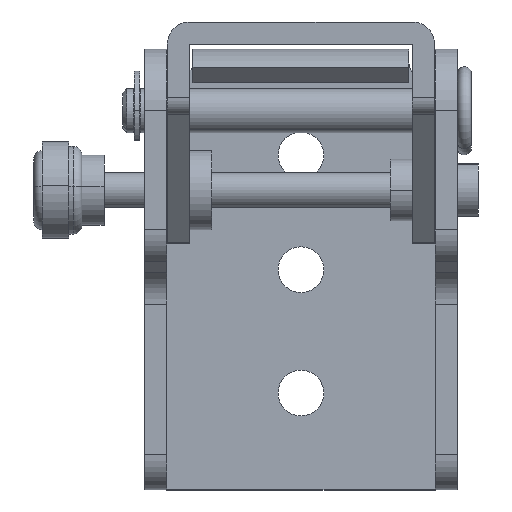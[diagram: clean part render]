
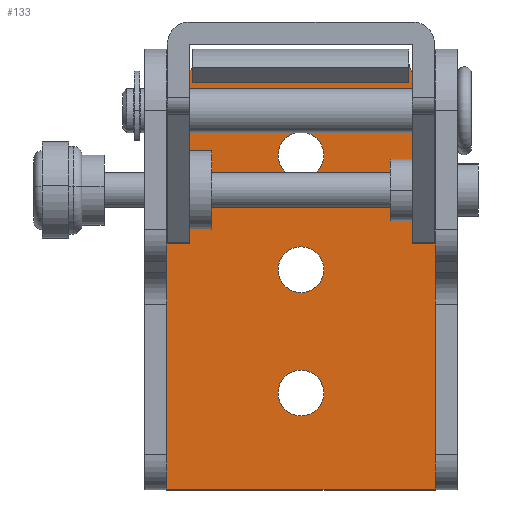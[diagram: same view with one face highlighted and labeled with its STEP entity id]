
A CAD part, top view. The second image highlights one B-rep face of the part: STEP entity #133.
In plain terms, the highlighted planar face has unit normal (0, 0, 1).
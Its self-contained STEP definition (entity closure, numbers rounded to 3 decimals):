
#128 = EDGE_LOOP ( 'NONE', ( #5845, #5846 ) ) ;
#129 = ORIENTED_EDGE ( 'NONE', *, *, #134, .T. ) ;
#130 = ORIENTED_EDGE ( 'NONE', *, *, #5708, .T. ) ;
#131 = EDGE_LOOP ( 'NONE', ( #129, #130 ) ) ;
#132 = ORIENTED_EDGE ( 'NONE', *, *, #142, .F. ) ;
#133 = ADVANCED_FACE ( 'NONE', ( #1561, #1560, #1559, #1558 ), #1557, .F. ) ;
#134 = EDGE_CURVE ( 'NONE', #5711, #5709, #1552, .T. ) ;
#135 = VERTEX_POINT ( 'NONE', #1547 ) ;
#136 = VERTEX_POINT ( 'NONE', #1546 ) ;
#138 = ORIENTED_EDGE ( 'NONE', *, *, #1899, .F. ) ;
#142 = EDGE_CURVE ( 'NONE', #135, #148, #1603, .T. ) ;
#144 = EDGE_CURVE ( 'NONE', #154, #148, #1599, .T. ) ;
#145 = ORIENTED_EDGE ( 'NONE', *, *, #151, .T. ) ;
#146 = ORIENTED_EDGE ( 'NONE', *, *, #5748, .T. ) ;
#147 = ORIENTED_EDGE ( 'NONE', *, *, #144, .T. ) ;
#148 = VERTEX_POINT ( 'NONE', #1595 ) ;
#149 = VERTEX_POINT ( 'NONE', #1594 ) ;
#150 = EDGE_LOOP ( 'NONE', ( #152, #147, #132, #138, #956, #227, #217, #155 ) ) ;
#151 = EDGE_CURVE ( 'NONE', #5742, #5744, #1593, .T. ) ;
#152 = ORIENTED_EDGE ( 'NONE', *, *, #153, .F. ) ;
#153 = EDGE_CURVE ( 'NONE', #154, #149, #1588, .T. ) ;
#154 = VERTEX_POINT ( 'NONE', #1583 ) ;
#155 = ORIENTED_EDGE ( 'NONE', *, *, #156, .T. ) ;
#156 = EDGE_CURVE ( 'NONE', #162, #149, #1582, .T. ) ;
#162 = VERTEX_POINT ( 'NONE', #1624 ) ;
#210 = VERTEX_POINT ( 'NONE', #1724 ) ;
#217 = ORIENTED_EDGE ( 'NONE', *, *, #462, .F. ) ;
#227 = ORIENTED_EDGE ( 'NONE', *, *, #234, .F. ) ;
#231 = VERTEX_POINT ( 'NONE', #1701 ) ;
#234 = EDGE_CURVE ( 'NONE', #210, #231, #1700, .T. ) ;
#462 = EDGE_CURVE ( 'NONE', #162, #210, #2058, .T. ) ;
#956 = ORIENTED_EDGE ( 'NONE', *, *, #1641, .T. ) ;
#1546 = CARTESIAN_POINT ( 'NONE',  ( -12.25, 5.5, -15.5 ) ) ;
#1547 = CARTESIAN_POINT ( 'NONE',  ( -12.25, 4.5, -15.5 ) ) ;
#1548 = DIRECTION ( 'NONE',  ( -1., 0., 0. ) ) ;
#1549 = DIRECTION ( 'NONE',  ( 0., 0., -1. ) ) ;
#1550 = CARTESIAN_POINT ( 'NONE',  ( 0., -32., -15.5 ) ) ;
#1551 = AXIS2_PLACEMENT_3D ( 'NONE', #1550, #1549, #1548 ) ;
#1552 = CIRCLE ( 'NONE', #1551, 2.6 ) ;
#1553 = DIRECTION ( 'NONE',  ( -1., 0., 0. ) ) ;
#1554 = DIRECTION ( 'NONE',  ( 0., 0., -1. ) ) ;
#1555 = CARTESIAN_POINT ( 'NONE',  ( 15.25, -43., -15.5 ) ) ;
#1556 = AXIS2_PLACEMENT_3D ( 'NONE', #1555, #1554, #1553 ) ;
#1557 = PLANE ( 'NONE',  #1556 ) ;
#1558 = FACE_OUTER_BOUND ( 'NONE', #150, .T. ) ;
#1559 = FACE_BOUND ( 'NONE', #5841, .T. ) ;
#1560 = FACE_BOUND ( 'NONE', #128, .T. ) ;
#1561 = FACE_BOUND ( 'NONE', #131, .T. ) ;
#1579 = DIRECTION ( 'NONE',  ( 0., 1., 0. ) ) ;
#1580 = VECTOR ( 'NONE', #1579, 1000. ) ;
#1581 = CARTESIAN_POINT ( 'NONE',  ( 15.25, -43., -15.5 ) ) ;
#1582 = LINE ( 'NONE', #1581, #1580 ) ;
#1583 = CARTESIAN_POINT ( 'NONE',  ( 12.25, 5.5, -15.5 ) ) ;
#1584 = DIRECTION ( 'NONE',  ( -1., 0., 0. ) ) ;
#1585 = DIRECTION ( 'NONE',  ( 0., 0., 1. ) ) ;
#1586 = CARTESIAN_POINT ( 'NONE',  ( 13.75, 5.5, -15.5 ) ) ;
#1587 = AXIS2_PLACEMENT_3D ( 'NONE', #1586, #1585, #1584 ) ;
#1588 = CIRCLE ( 'NONE', #1587, 1.5 ) ;
#1589 = DIRECTION ( 'NONE',  ( -1., 0., 0. ) ) ;
#1590 = DIRECTION ( 'NONE',  ( 0., 0., -1. ) ) ;
#1591 = CARTESIAN_POINT ( 'NONE',  ( 0., -5., -15.5 ) ) ;
#1592 = AXIS2_PLACEMENT_3D ( 'NONE', #1591, #1590, #1589 ) ;
#1593 = CIRCLE ( 'NONE', #1592, 2.6 ) ;
#1594 = CARTESIAN_POINT ( 'NONE',  ( 15.25, 5.5, -15.5 ) ) ;
#1595 = CARTESIAN_POINT ( 'NONE',  ( 12.25, 4.5, -15.5 ) ) ;
#1596 = DIRECTION ( 'NONE',  ( 0., -1., 0. ) ) ;
#1597 = VECTOR ( 'NONE', #1596, 1000. ) ;
#1598 = CARTESIAN_POINT ( 'NONE',  ( 12.25, -43., -15.5 ) ) ;
#1599 = LINE ( 'NONE', #1598, #1597 ) ;
#1600 = DIRECTION ( 'NONE',  ( 1., 0., 0. ) ) ;
#1601 = VECTOR ( 'NONE', #1600, 1000. ) ;
#1602 = CARTESIAN_POINT ( 'NONE',  ( 15.25, 4.5, -15.5 ) ) ;
#1603 = LINE ( 'NONE', #1602, #1601 ) ;
#1624 = CARTESIAN_POINT ( 'NONE',  ( 15.25, -43., -15.5 ) ) ;
#1641 = EDGE_CURVE ( 'NONE', #136, #231, #3524, .T. ) ;
#1697 = DIRECTION ( 'NONE',  ( 0., 1., 0. ) ) ;
#1698 = VECTOR ( 'NONE', #1697, 1000. ) ;
#1699 = CARTESIAN_POINT ( 'NONE',  ( -15.25, -43., -15.5 ) ) ;
#1700 = LINE ( 'NONE', #1699, #1698 ) ;
#1701 = CARTESIAN_POINT ( 'NONE',  ( -15.25, 5.5, -15.5 ) ) ;
#1724 = CARTESIAN_POINT ( 'NONE',  ( -15.25, -43., -15.5 ) ) ;
#1899 = EDGE_CURVE ( 'NONE', #136, #135, #3585, .T. ) ;
#2058 = LINE ( 'NONE', #2116, #2115 ) ;
#2114 = DIRECTION ( 'NONE',  ( -1., 0., 0. ) ) ;
#2115 = VECTOR ( 'NONE', #2114, 1000. ) ;
#2116 = CARTESIAN_POINT ( 'NONE',  ( 15.25, -43., -15.5 ) ) ;
#3520 = DIRECTION ( 'NONE',  ( -1., 0., 0. ) ) ;
#3521 = DIRECTION ( 'NONE',  ( 0., 0., -1. ) ) ;
#3522 = CARTESIAN_POINT ( 'NONE',  ( -13.75, 5.5, -15.5 ) ) ;
#3523 = AXIS2_PLACEMENT_3D ( 'NONE', #3522, #3521, #3520 ) ;
#3524 = CIRCLE ( 'NONE', #3523, 1.5 ) ;
#3582 = DIRECTION ( 'NONE',  ( 0., -1., 0. ) ) ;
#3583 = VECTOR ( 'NONE', #3582, 1000. ) ;
#3584 = CARTESIAN_POINT ( 'NONE',  ( -12.25, -43., -15.5 ) ) ;
#3585 = LINE ( 'NONE', #3584, #3583 ) ;
#4165 = CARTESIAN_POINT ( 'NONE',  ( 0., -15.4, -15.5 ) ) ;
#4176 = CARTESIAN_POINT ( 'NONE',  ( 0., -20.6, -15.5 ) ) ;
#4178 = CARTESIAN_POINT ( 'NONE',  ( 0., -29.4, -15.5 ) ) ;
#4183 = CARTESIAN_POINT ( 'NONE',  ( 0., -34.6, -15.5 ) ) ;
#4184 = DIRECTION ( 'NONE',  ( -1., 0., 0. ) ) ;
#4185 = DIRECTION ( 'NONE',  ( 0., 0., -1. ) ) ;
#4186 = CARTESIAN_POINT ( 'NONE',  ( 0., -32., -15.5 ) ) ;
#4187 = AXIS2_PLACEMENT_3D ( 'NONE', #4186, #4185, #4184 ) ;
#4188 = CIRCLE ( 'NONE', #4187, 2.6 ) ;
#4192 = CARTESIAN_POINT ( 'NONE',  ( 0., -5., -15.5 ) ) ;
#4199 = CARTESIAN_POINT ( 'NONE',  ( 0., -7.6, -15.5 ) ) ;
#4201 = CARTESIAN_POINT ( 'NONE',  ( 0., -2.4, -15.5 ) ) ;
#4213 = DIRECTION ( 'NONE',  ( -1., 0., 0. ) ) ;
#4214 = DIRECTION ( 'NONE',  ( 0., 0., -1. ) ) ;
#4215 = CARTESIAN_POINT ( 'NONE',  ( 0., -18., -15.5 ) ) ;
#4216 = AXIS2_PLACEMENT_3D ( 'NONE', #4215, #4214, #4213 ) ;
#4217 = CIRCLE ( 'NONE', #4216, 2.6 ) ;
#4247 = DIRECTION ( 'NONE',  ( -1., 0., 0. ) ) ;
#4248 = DIRECTION ( 'NONE',  ( 0., 0., -1. ) ) ;
#4249 = AXIS2_PLACEMENT_3D ( 'NONE', #4192, #4248, #4247 ) ;
#4250 = CIRCLE ( 'NONE', #4249, 2.6 ) ;
#4381 = DIRECTION ( 'NONE',  ( -1., 0., 0. ) ) ;
#4382 = DIRECTION ( 'NONE',  ( 0., 0., -1. ) ) ;
#4383 = CARTESIAN_POINT ( 'NONE',  ( 0., -18., -15.5 ) ) ;
#4384 = AXIS2_PLACEMENT_3D ( 'NONE', #4383, #4382, #4381 ) ;
#4385 = CIRCLE ( 'NONE', #4384, 2.6 ) ;
#5708 = EDGE_CURVE ( 'NONE', #5709, #5711, #4188, .T. ) ;
#5709 = VERTEX_POINT ( 'NONE', #4183 ) ;
#5711 = VERTEX_POINT ( 'NONE', #4178 ) ;
#5717 = VERTEX_POINT ( 'NONE', #4176 ) ;
#5722 = VERTEX_POINT ( 'NONE', #4165 ) ;
#5733 = EDGE_CURVE ( 'NONE', #5717, #5722, #4217, .T. ) ;
#5742 = VERTEX_POINT ( 'NONE', #4201 ) ;
#5744 = VERTEX_POINT ( 'NONE', #4199 ) ;
#5748 = EDGE_CURVE ( 'NONE', #5744, #5742, #4250, .T. ) ;
#5841 = EDGE_LOOP ( 'NONE', ( #145, #146 ) ) ;
#5844 = EDGE_CURVE ( 'NONE', #5722, #5717, #4385, .T. ) ;
#5845 = ORIENTED_EDGE ( 'NONE', *, *, #5844, .T. ) ;
#5846 = ORIENTED_EDGE ( 'NONE', *, *, #5733, .T. ) ;
